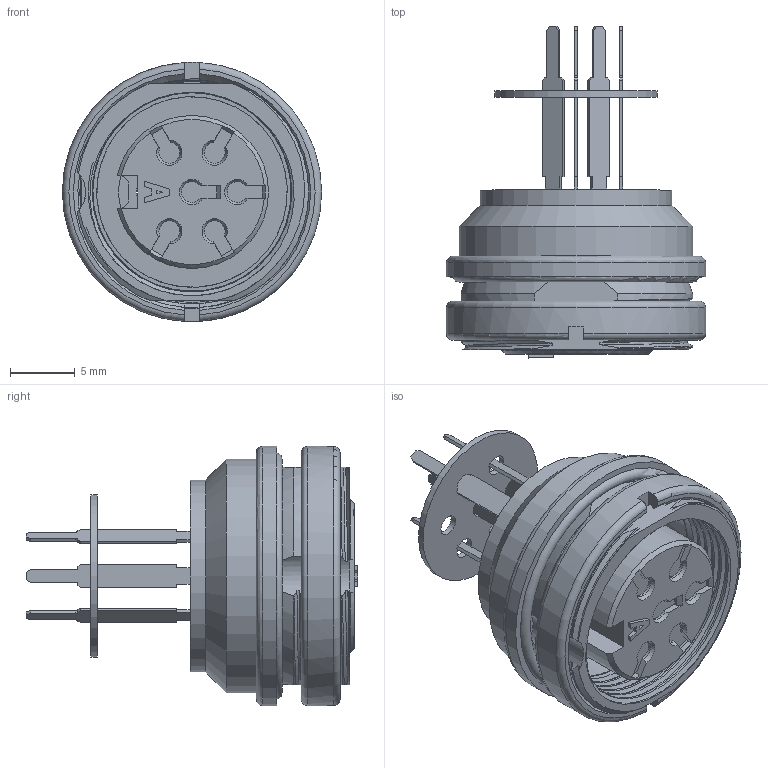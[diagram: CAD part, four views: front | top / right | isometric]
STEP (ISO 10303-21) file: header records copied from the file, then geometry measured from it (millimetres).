
FILE_DESCRIPTION(/* description */ (''),/* implementation_level */ '2;1');
FILE_NAME(/* name */ 'c091 61g006 130 2nxc001-01.stp',/* time_stamp */ '2019-07-08T14:51:51+02:00',/* author */ (''),/* organization */ (''),/* preprocessor_version */ 'ST-DEVELOPER v16.7',/* originating_system */ 'SIEMENS PLM Software NX 12.0',/* authorisation */ '');
FILE_SCHEMA (('AUTOMOTIVE_DESIGN { 1 0 10303 214 3 1 1 1 }'));
Length unit declared in the file: millimetre
Products named in the file (1): c091 61g006 130 2nxc001-01
Bounding box: 20 x 25.6 x 20 mm (x, y, z)
Volume: 2514 mm3; surface area: 3461.8 mm2
Topology: 1 solids, 2 shells, 666 faces, 1968 edges, 1281 vertices
Faces by surface type: plane 364, cylinder 167, bspline 114, cone 16, torus 5
Full cylindrical faces by diameter (mm): 0.384 x1, 1.6 x1, 1.8 x6, 2.3 x6, 12.5 x1, 13.1 x1, 14.7 x1, 14.8 x1, 15.3 x1, 18 x1, 18.3 x1, 18.9 x1, 20 x2
Entity records: 33427 total; most frequent: CARTESIAN_POINT 15583, ORIENTED_EDGE 3838, DIRECTION 2746, EDGE_CURVE 1919, VERTEX_POINT 1262, LINE 1080, VECTOR 1080, AXIS2_PLACEMENT_3D 833
